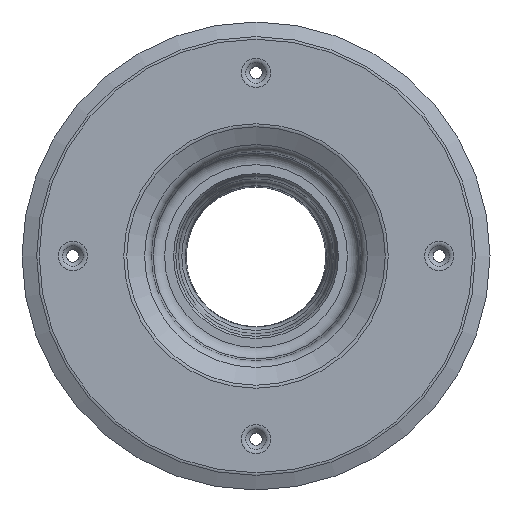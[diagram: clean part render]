
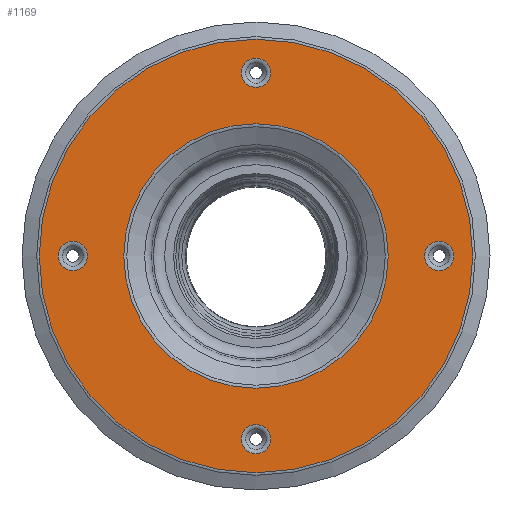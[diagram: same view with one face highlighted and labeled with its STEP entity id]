
A CAD part, top view. The second image highlights one B-rep face of the part: STEP entity #1169.
In plain terms, the highlighted planar face has unit normal (0, 0, 1).
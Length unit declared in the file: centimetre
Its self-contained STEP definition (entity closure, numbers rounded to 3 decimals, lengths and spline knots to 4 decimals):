
#37=FACE_BOUND('',#304,.T.);
#38=FACE_BOUND('',#305,.T.);
#39=FACE_BOUND('',#306,.T.);
#40=FACE_BOUND('',#307,.T.);
#41=FACE_BOUND('',#308,.T.);
#54=PLANE('',#1346);
#225=FACE_OUTER_BOUND('',#303,.T.);
#303=EDGE_LOOP('',(#986));
#304=EDGE_LOOP('',(#987));
#305=EDGE_LOOP('',(#988));
#306=EDGE_LOOP('',(#989));
#307=EDGE_LOOP('',(#990));
#308=EDGE_LOOP('',(#991));
#390=CIRCLE('',#1276,7.182);
#400=CIRCLE('',#1291,7.182);
#410=CIRCLE('',#1306,7.182);
#420=CIRCLE('',#1321,7.182);
#435=CIRCLE('',#1344,65.);
#437=CIRCLE('',#1347,106.5278);
#514=VERTEX_POINT('',#2004);
#522=VERTEX_POINT('',#2030);
#530=VERTEX_POINT('',#2056);
#538=VERTEX_POINT('',#2082);
#549=VERTEX_POINT('',#2118);
#550=VERTEX_POINT('',#2122);
#644=EDGE_CURVE('',#514,#514,#390,.T.);
#657=EDGE_CURVE('',#522,#522,#400,.T.);
#670=EDGE_CURVE('',#530,#530,#410,.T.);
#683=EDGE_CURVE('',#538,#538,#420,.T.);
#700=EDGE_CURVE('',#549,#549,#435,.T.);
#702=EDGE_CURVE('',#550,#550,#437,.T.);
#986=ORIENTED_EDGE('',*,*,#702,.F.);
#987=ORIENTED_EDGE('',*,*,#644,.T.);
#988=ORIENTED_EDGE('',*,*,#657,.T.);
#989=ORIENTED_EDGE('',*,*,#670,.T.);
#990=ORIENTED_EDGE('',*,*,#683,.T.);
#991=ORIENTED_EDGE('',*,*,#700,.T.);
#1169=ADVANCED_FACE('',(#225,#37,#38,#39,#40,#41),#54,.T.);
#1276=AXIS2_PLACEMENT_3D('',#2005,#1581,#1582);
#1291=AXIS2_PLACEMENT_3D('',#2031,#1614,#1615);
#1306=AXIS2_PLACEMENT_3D('',#2057,#1647,#1648);
#1321=AXIS2_PLACEMENT_3D('',#2083,#1680,#1681);
#1344=AXIS2_PLACEMENT_3D('',#2119,#1728,#1729);
#1346=AXIS2_PLACEMENT_3D('',#2121,#1732,#1733);
#1347=AXIS2_PLACEMENT_3D('',#2123,#1734,#1735);
#1581=DIRECTION('center_axis',(0.,0.,-1.));
#1582=DIRECTION('ref_axis',(0.,-1.,0.));
#1614=DIRECTION('center_axis',(0.,0.,-1.));
#1615=DIRECTION('ref_axis',(-1.,0.,0.));
#1647=DIRECTION('center_axis',(0.,0.,-1.));
#1648=DIRECTION('ref_axis',(0.,1.,0.));
#1680=DIRECTION('center_axis',(0.,0.,-1.));
#1681=DIRECTION('ref_axis',(1.,0.,0.));
#1728=DIRECTION('center_axis',(0.,0.,-1.));
#1729=DIRECTION('ref_axis',(1.,0.,0.));
#1732=DIRECTION('center_axis',(0.,0.,1.));
#1733=DIRECTION('ref_axis',(0.,-1.,0.));
#1734=DIRECTION('center_axis',(0.,0.,-1.));
#1735=DIRECTION('ref_axis',(1.,0.,0.));
#2004=CARTESIAN_POINT('',(-7.182,-90.,250.));
#2005=CARTESIAN_POINT('Origin',(0.,-90.,250.));
#2030=CARTESIAN_POINT('',(-90.,7.182,250.));
#2031=CARTESIAN_POINT('Origin',(-90.,0.,250.));
#2056=CARTESIAN_POINT('',(7.182,90.,250.));
#2057=CARTESIAN_POINT('Origin',(0.,90.,250.));
#2082=CARTESIAN_POINT('',(90.,-7.182,250.));
#2083=CARTESIAN_POINT('Origin',(90.,0.,250.));
#2118=CARTESIAN_POINT('',(0.,-65.,250.));
#2119=CARTESIAN_POINT('Origin',(0.,0.,250.));
#2121=CARTESIAN_POINT('Origin',(106.5278,0.,250.));
#2122=CARTESIAN_POINT('',(0.,-106.5278,250.));
#2123=CARTESIAN_POINT('Origin',(0.,0.,250.));
